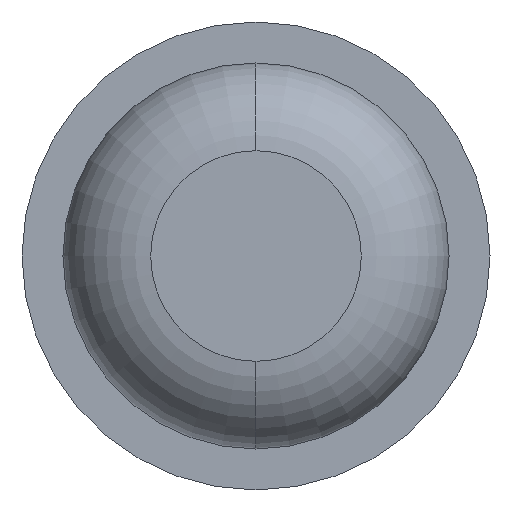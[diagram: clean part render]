
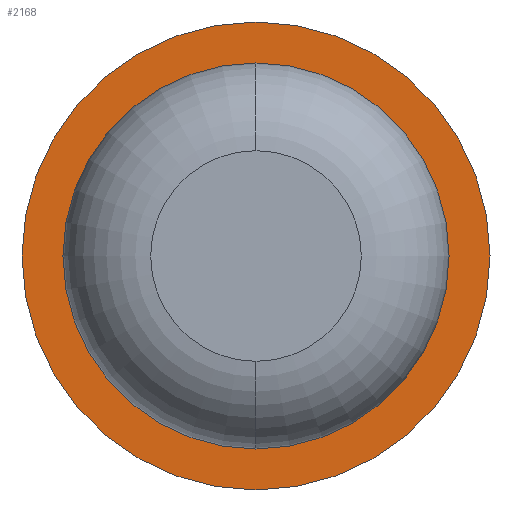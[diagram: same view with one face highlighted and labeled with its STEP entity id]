
A CAD part, front view. The second image highlights one B-rep face of the part: STEP entity #2168.
In plain terms, the highlighted planar face has unit normal (0, -1, 0).
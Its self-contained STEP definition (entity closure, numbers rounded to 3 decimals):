
#302 = CARTESIAN_POINT ( 'NONE',  ( 0., -9., 0. ) ) ;
#408 = CIRCLE ( 'NONE', #1463, 0.825 ) ;
#675 = CARTESIAN_POINT ( 'NONE',  ( -1., -9., 0. ) ) ;
#734 = ORIENTED_EDGE ( 'NONE', *, *, #3401, .T. ) ;
#770 = CARTESIAN_POINT ( 'NONE',  ( 0., -9., 0. ) ) ;
#1157 = CIRCLE ( 'NONE', #1207, 1. ) ;
#1207 = AXIS2_PLACEMENT_3D ( 'NONE', #1406, #4525, #2159 ) ;
#1406 = CARTESIAN_POINT ( 'NONE',  ( 0., -9., 0. ) ) ;
#1463 = AXIS2_PLACEMENT_3D ( 'NONE', #3505, #2362, #4730 ) ;
#1535 = AXIS2_PLACEMENT_3D ( 'NONE', #4415, #4432, #4396 ) ;
#1798 = VERTEX_POINT ( 'NONE', #1996 ) ;
#1827 = CIRCLE ( 'NONE', #2800, 1. ) ;
#1870 = ORIENTED_EDGE ( 'NONE', *, *, #3220, .F. ) ;
#1996 = CARTESIAN_POINT ( 'NONE',  ( 1., -9., 0. ) ) ;
#2159 = DIRECTION ( 'NONE',  ( -1., 0., 0. ) ) ;
#2168 = ADVANCED_FACE ( 'Defeature ausgef�hrt1_43', ( #2867, #2730 ), #2429, .F. ) ;
#2362 = DIRECTION ( 'NONE',  ( 0., 1., 0. ) ) ;
#2429 = PLANE ( 'NONE',  #1535 ) ;
#2624 = VERTEX_POINT ( 'NONE', #675 ) ;
#2730 = FACE_BOUND ( 'NONE', #4027, .T. ) ;
#2800 = AXIS2_PLACEMENT_3D ( 'NONE', #302, #3043, #3837 ) ;
#2826 = VERTEX_POINT ( 'NONE', #4843 ) ;
#2867 = FACE_OUTER_BOUND ( 'NONE', #3507, .T. ) ;
#2955 = EDGE_CURVE ( 'Defeature ausgef�hrt1_44+Defeature ausgef�hrt1_43+Defeature ausgef�hrt1_43+Defeature ausgef�hrt1_43', #2624, #1798, #1827, .T. ) ;
#3043 = DIRECTION ( 'NONE',  ( 0., 1., 0. ) ) ;
#3047 = CARTESIAN_POINT ( 'NONE',  ( 0., -9., -0.825 ) ) ;
#3102 = EDGE_CURVE ( 'Defeature ausgef�hrt1_43+Defeature ausgef�hrt1_39+Defeature ausgef�hrt1_39+Defeature ausgef�hrt1_39', #2826, #5006, #408, .T. ) ;
#3203 = AXIS2_PLACEMENT_3D ( 'NONE', #770, #5070, #3576 ) ;
#3220 = EDGE_CURVE ( 'Defeature ausgef�hrt1_44+Defeature ausgef�hrt1_43+Defeature ausgef�hrt1_43+Defeature ausgef�hrt1_43', #1798, #2624, #1157, .T. ) ;
#3401 = EDGE_CURVE ( 'Defeature ausgef�hrt1_43+Defeature ausgef�hrt1_39+Defeature ausgef�hrt1_39+Defeature ausgef�hrt1_39', #5006, #2826, #3537, .T. ) ;
#3505 = CARTESIAN_POINT ( 'NONE',  ( 0., -9., 0. ) ) ;
#3507 = EDGE_LOOP ( 'NONE', ( #4769, #1870 ) ) ;
#3537 = CIRCLE ( 'NONE', #3203, 0.825 ) ;
#3576 = DIRECTION ( 'NONE',  ( -1., 0., 0. ) ) ;
#3837 = DIRECTION ( 'NONE',  ( -1., 0., 0. ) ) ;
#4027 = EDGE_LOOP ( 'NONE', ( #4813, #734 ) ) ;
#4396 = DIRECTION ( 'NONE',  ( -1., 0., 0. ) ) ;
#4415 = CARTESIAN_POINT ( 'NONE',  ( 0.825, -9., 0. ) ) ;
#4432 = DIRECTION ( 'NONE',  ( 0., 1., 0. ) ) ;
#4525 = DIRECTION ( 'NONE',  ( 0., 1., 0. ) ) ;
#4730 = DIRECTION ( 'NONE',  ( -1., 0., 0. ) ) ;
#4769 = ORIENTED_EDGE ( 'NONE', *, *, #2955, .F. ) ;
#4813 = ORIENTED_EDGE ( 'NONE', *, *, #3102, .T. ) ;
#4843 = CARTESIAN_POINT ( 'NONE',  ( 0., -9., 0.825 ) ) ;
#5006 = VERTEX_POINT ( 'NONE', #3047 ) ;
#5070 = DIRECTION ( 'NONE',  ( 0., 1., 0. ) ) ;
